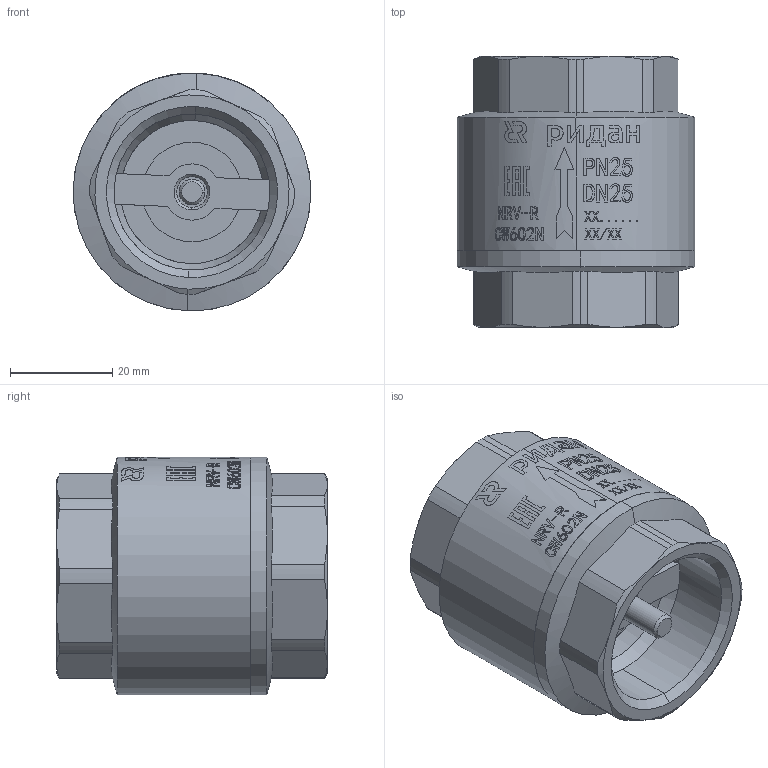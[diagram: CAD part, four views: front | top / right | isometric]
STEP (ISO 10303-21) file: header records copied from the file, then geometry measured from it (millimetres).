
FILE_DESCRIPTION (( 'STEP AP214' ), '1' );
FILE_NAME ('砦隙概1.0.STEP', '2023-03-07T06:56:29', ( '' ), ( '' ), 'SwSTEP 2.0', 'SolidWorks 2016', '' );
FILE_SCHEMA (( 'AUTOMOTIVE_DESIGN' ));
Length unit declared in the file: millimetre
Products named in the file (6): 概簽; 菜え; 1粟銅砦隙概郋3000703100022; 粟銅 蚾饜; 概极2110103_趼; 砦隙概1.0
Assembly tree (5 placements, depth 2):
  砦隙概1.0
    概极2110103_趼
    粟銅 蚾饜
    1粟銅砦隙概郋3000703100022
    菜え
    概簽
Bounding box: 46.5 x 53 x 46.51 mm (x, y, z)
Volume: 35687.2 mm3; surface area: 25509.2 mm2
Topology: 5 solids, 5 shells, 657 faces, 1700 edges, 1111 vertices
Faces by surface type: plane 289, bspline 192, cylinder 118, cone 50, torus 8
Entity records: 42238 total; most frequent: CARTESIAN_POINT 27341, ORIENTED_EDGE 3400, DIRECTION 2437, EDGE_CURVE 1700, VERTEX_POINT 1111, AXIS2_PLACEMENT_3D 983, EDGE_LOOP 731, B_SPLINE_CURVE_WITH_KNOTS 718
